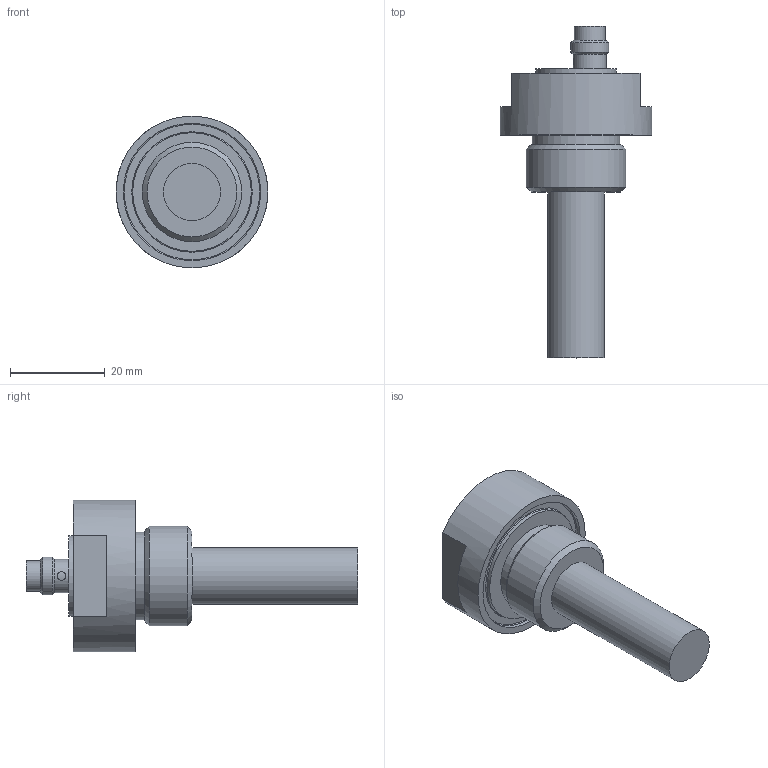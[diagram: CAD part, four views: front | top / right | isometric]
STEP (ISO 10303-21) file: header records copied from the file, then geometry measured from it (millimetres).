
FILE_DESCRIPTION(/* description */ (''),/* implementation_level */ '2;1');
FILE_NAME(/* name */ 'KA0204_Shrinkwrap_1.stp',/* time_stamp */ '2021-08-18T14:36:50+02:00',/* author */ ('Krieger Anja'),/* organization */ (''),/* preprocessor_version */ 'ST-DEVELOPER v18.1',/* originating_system */ 'Autodesk Inventor 2021',/* authorisation */ '');
FILE_SCHEMA (('AUTOMOTIVE_DESIGN { 1 0 10303 214 3 1 1 }'));
Length unit declared in the file: millimetre
Products named in the file (1): KA0204_Shrinkwrap_1
Bounding box: 32 x 70 x 32 mm (x, y, z)
Volume: 12288 mm3; surface area: 8031.9 mm2
Topology: 1 solids, 1 shells, 50 faces, 102 edges, 68 vertices
Faces by surface type: cylinder 21, plane 20, cone 4, sphere 3, torus 2
Full cylindrical faces by diameter (mm): 1 x3, 1.8 x1, 2 x1, 5.6 x1, 5.8 x1, 6.5 x1, 7 x1, 8 x1, 9.9 x1, 12 x1, 13 x1, 15 x1, 17 x1, 18.4 x1, 20.96 x1, 25 x1, 29 x1, 32 x1
Entity records: 1514 total; most frequent: CARTESIAN_POINT 289, DIRECTION 253, ORIENTED_EDGE 198, AXIS2_PLACEMENT_3D 110, EDGE_CURVE 99, VERTEX_POINT 68, EDGE_LOOP 67, CIRCLE 59
